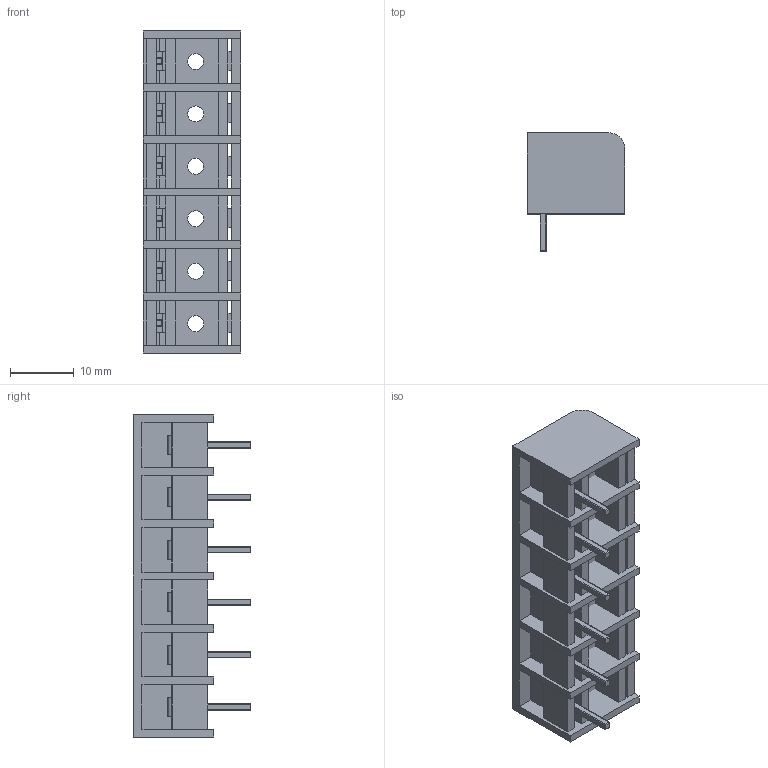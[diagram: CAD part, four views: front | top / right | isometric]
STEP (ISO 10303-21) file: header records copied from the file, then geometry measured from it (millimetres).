
FILE_DESCRIPTION(/* description */ (''),/* implementation_level */ '2;1');
FILE_NAME(/* name */ 'screw_terminal_6-pin.step',/* time_stamp */ '2016-05-21T19:45:14-07:00',/* author */ (''),/* organization */ (''),/* preprocessor_version */ 'ST-DEVELOPER v16.5',/* originating_system */ 'Autodesk Translation Framework v5.0.0.3310',/* authorisation */ '');
FILE_SCHEMA (('AUTOMOTIVE_DESIGN { 1 0 10303 214 3 1 1 }'));
Length unit declared in the file: centimetre
Products named in the file (1): screw terminal 1 v8
Bounding box: 15.25 x 18.45 x 50.4 mm (x, y, z)
Volume: 4124.7 mm3; surface area: 7811.6 mm2
Topology: 13 solids, 13 shells, 433 faces, 1197 edges, 778 vertices
Faces by surface type: plane 306, cylinder 103, sphere 24
Full cylindrical faces by diameter (mm): 2.5 x12
Entity records: 13658 total; most frequent: CARTESIAN_POINT 2373, ORIENTED_EDGE 2346, DIRECTION 2247, EDGE_CURVE 1173, LINE 967, VECTOR 967, VERTEX_POINT 766, AXIS2_PLACEMENT_3D 640
